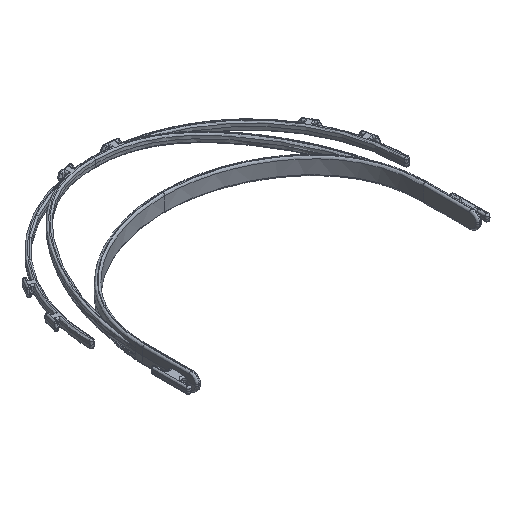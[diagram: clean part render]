
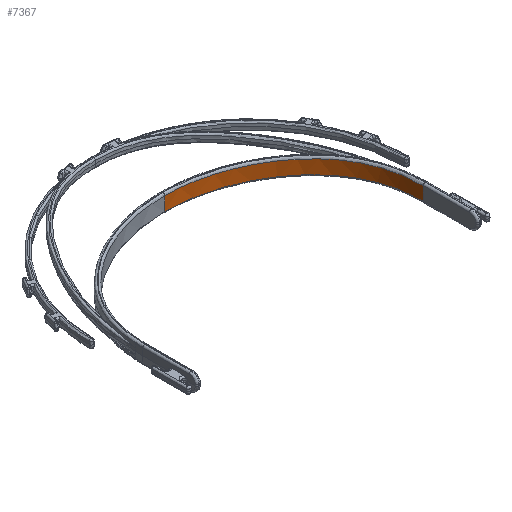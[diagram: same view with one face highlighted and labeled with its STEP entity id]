
A CAD part, isometric view. The second image highlights one B-rep face of the part: STEP entity #7367.
In plain terms, the highlighted free-form (B-spline) face has degree [5, 1] with [15, 2] control points.
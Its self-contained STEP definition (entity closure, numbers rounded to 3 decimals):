
#390=(
BOUNDED_SURFACE()
B_SPLINE_SURFACE(5,1,((#16941,#16942),(#16943,#16944),(#16945,#16946),(#16947,
#16948),(#16949,#16950),(#16951,#16952),(#16953,#16954),(#16955,#16956),
(#16957,#16958),(#16959,#16960),(#16961,#16962),(#16963,#16964),(#16965,
#16966),(#16967,#16968),(#16969,#16970)),.UNSPECIFIED.,.F.,.F.,.F.)
B_SPLINE_SURFACE_WITH_KNOTS((6,1,1,1,1,1,1,1,1,1,6),(2,2),(0.,0.1,0.2,0.3,
0.4,0.5,0.6,0.7,0.8,0.9,1.),(-0.5,0.5),.UNSPECIFIED.)
GEOMETRIC_REPRESENTATION_ITEM()
RATIONAL_B_SPLINE_SURFACE(((1.,1.),(1.,1.),(1.,1.),(1.,1.),(1.,1.),(1.,
1.),(1.,1.),(1.,1.),(1.,1.),(1.,1.),(1.,1.),(1.,1.),(1.,1.),(1.,1.),(1.,
1.)))
REPRESENTATION_ITEM('')
SURFACE()
);
#849=LINE('',#16137,#1335);
#872=LINE('',#16848,#1358);
#1335=VECTOR('',#10144,10.);
#1358=VECTOR('',#10211,10.);
#2015=FACE_OUTER_BOUND('',#2499,.T.);
#2499=EDGE_LOOP('',(#6842,#6843,#6844,#6845));
#2688=B_SPLINE_CURVE_WITH_KNOTS('',3,(#16646,#16647,#16648,#16649,#16650,
#16651,#16652,#16653,#16654),.UNSPECIFIED.,.F.,.F.,(4,1,1,1,1,1,4),(0.,
3.377,5.066,6.755,8.444,10.132,
11.821),.UNSPECIFIED.);
#2697=B_SPLINE_CURVE_WITH_KNOTS('',3,(#16915,#16916,#16917,#16918,#16919,
#16920,#16921,#16922,#16923),.UNSPECIFIED.,.F.,.F.,(4,1,1,1,1,1,4),(0.,
1.689,3.377,5.066,6.755,8.444,
11.821),.UNSPECIFIED.);
#3573=VERTEX_POINT('',#16134);
#3574=VERTEX_POINT('',#16136);
#3598=VERTEX_POINT('',#16638);
#3604=VERTEX_POINT('',#16847);
#4624=EDGE_CURVE('',#3574,#3573,#849,.T.);
#4669=EDGE_CURVE('',#3598,#3574,#2688,.T.);
#4678=EDGE_CURVE('',#3598,#3604,#872,.T.);
#4686=EDGE_CURVE('',#3573,#3604,#2697,.T.);
#6842=ORIENTED_EDGE('',*,*,#4678,.F.);
#6843=ORIENTED_EDGE('',*,*,#4669,.T.);
#6844=ORIENTED_EDGE('',*,*,#4624,.T.);
#6845=ORIENTED_EDGE('',*,*,#4686,.T.);
#7367=ADVANCED_FACE('',(#2015),#390,.F.);
#10144=DIRECTION('',(0.,0.,1.));
#10211=DIRECTION('',(0.,0.,1.));
#16134=CARTESIAN_POINT('',(78.8,0.,6.4));
#16136=CARTESIAN_POINT('',(78.8,0.,-1.4));
#16137=CARTESIAN_POINT('',(78.8,0.,2.5));
#16638=CARTESIAN_POINT('',(0.,68.796,-1.4));
#16646=CARTESIAN_POINT('Ctrl Pts',(0.,68.796,
-1.4));
#16647=CARTESIAN_POINT('Ctrl Pts',(11.121,68.796,-1.4));
#16648=CARTESIAN_POINT('Ctrl Pts',(27.782,65.594,-1.4));
#16649=CARTESIAN_POINT('Ctrl Pts',(47.756,55.579,-1.4));
#16650=CARTESIAN_POINT('Ctrl Pts',(60.969,45.298,-1.4));
#16651=CARTESIAN_POINT('Ctrl Pts',(71.393,32.189,-1.4));
#16652=CARTESIAN_POINT('Ctrl Pts',(77.655,16.659,-1.4));
#16653=CARTESIAN_POINT('Ctrl Pts',(78.8,5.554,-1.4));
#16654=CARTESIAN_POINT('Ctrl Pts',(78.8,0.,
-1.4));
#16847=CARTESIAN_POINT('',(0.,68.796,6.4));
#16848=CARTESIAN_POINT('',(0.,68.796,2.5));
#16915=CARTESIAN_POINT('Ctrl Pts',(78.8,0.,6.4));
#16916=CARTESIAN_POINT('Ctrl Pts',(78.8,5.554,6.4));
#16917=CARTESIAN_POINT('Ctrl Pts',(77.655,16.659,6.4));
#16918=CARTESIAN_POINT('Ctrl Pts',(71.393,32.189,6.4));
#16919=CARTESIAN_POINT('Ctrl Pts',(60.969,45.298,6.4));
#16920=CARTESIAN_POINT('Ctrl Pts',(47.756,55.579,6.4));
#16921=CARTESIAN_POINT('Ctrl Pts',(27.782,65.594,6.4));
#16922=CARTESIAN_POINT('Ctrl Pts',(11.121,68.796,6.4));
#16923=CARTESIAN_POINT('Ctrl Pts',(0.,68.796,
6.4));
#16941=CARTESIAN_POINT('Ctrl Pts',(78.8,0.,-2.5));
#16942=CARTESIAN_POINT('Ctrl Pts',(78.8,0.,7.5));
#16943=CARTESIAN_POINT('Ctrl Pts',(78.8,2.921,-2.5));
#16944=CARTESIAN_POINT('Ctrl Pts',(78.8,2.921,7.5));
#16945=CARTESIAN_POINT('Ctrl Pts',(78.539,8.587,-2.5));
#16946=CARTESIAN_POINT('Ctrl Pts',(78.539,8.587,7.5));
#16947=CARTESIAN_POINT('Ctrl Pts',(77.364,16.555,-2.5));
#16948=CARTESIAN_POINT('Ctrl Pts',(77.364,16.555,7.5));
#16949=CARTESIAN_POINT('Ctrl Pts',(74.299,26.138,-2.5));
#16950=CARTESIAN_POINT('Ctrl Pts',(74.299,26.138,7.5));
#16951=CARTESIAN_POINT('Ctrl Pts',(68.343,36.481,-2.5));
#16952=CARTESIAN_POINT('Ctrl Pts',(68.343,36.481,7.5));
#16953=CARTESIAN_POINT('Ctrl Pts',(60.714,45.285,-2.5));
#16954=CARTESIAN_POINT('Ctrl Pts',(60.714,45.285,7.5));
#16955=CARTESIAN_POINT('Ctrl Pts',(51.869,52.632,-2.5));
#16956=CARTESIAN_POINT('Ctrl Pts',(51.869,52.632,7.5));
#16957=CARTESIAN_POINT('Ctrl Pts',(42.213,58.579,-2.5));
#16958=CARTESIAN_POINT('Ctrl Pts',(42.213,58.579,7.5));
#16959=CARTESIAN_POINT('Ctrl Pts',(32.041,63.18,-2.5));
#16960=CARTESIAN_POINT('Ctrl Pts',(32.041,63.18,7.5));
#16961=CARTESIAN_POINT('Ctrl Pts',(21.551,66.472,-2.5));
#16962=CARTESIAN_POINT('Ctrl Pts',(21.551,66.472,7.5));
#16963=CARTESIAN_POINT('Ctrl Pts',(13.001,68.064,-2.5));
#16964=CARTESIAN_POINT('Ctrl Pts',(13.001,68.064,7.5));
#16965=CARTESIAN_POINT('Ctrl Pts',(6.524,68.663,-2.5));
#16966=CARTESIAN_POINT('Ctrl Pts',(6.524,68.663,7.5));
#16967=CARTESIAN_POINT('Ctrl Pts',(2.179,68.796,-2.5));
#16968=CARTESIAN_POINT('Ctrl Pts',(2.179,68.796,7.5));
#16969=CARTESIAN_POINT('Ctrl Pts',(0.,68.796,-2.5));
#16970=CARTESIAN_POINT('Ctrl Pts',(0.,68.796,7.5));
